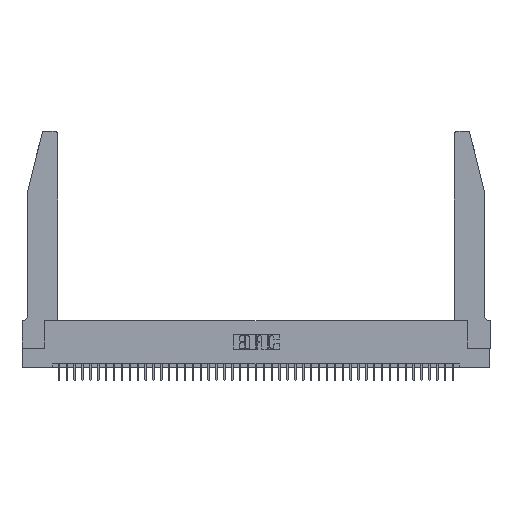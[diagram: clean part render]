
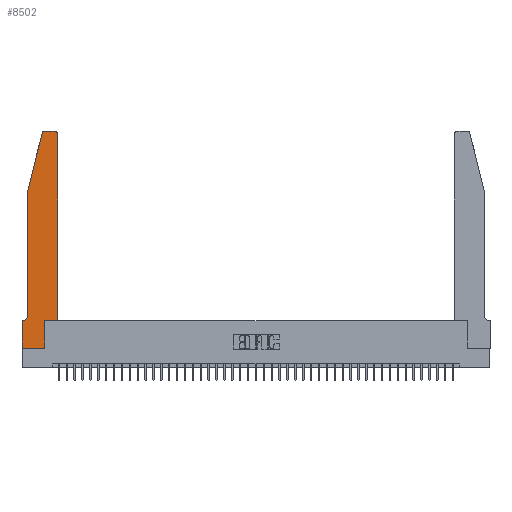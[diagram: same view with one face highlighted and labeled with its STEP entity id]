
A CAD part, top view. The second image highlights one B-rep face of the part: STEP entity #8502.
In plain terms, the highlighted planar face has unit normal (0, 0, 1).
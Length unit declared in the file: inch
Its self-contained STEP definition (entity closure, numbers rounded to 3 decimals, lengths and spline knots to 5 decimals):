
#134 = ORIENTED_EDGE ( 'NONE', *, *, #29037, .T. ) ;
#313 = CARTESIAN_POINT ( 'NONE',  ( 0.2605, 2.75, 0.37 ) ) ;
#884 = VERTEX_POINT ( 'NONE', #38630 ) ;
#1414 = ORIENTED_EDGE ( 'NONE', *, *, #19005, .T. ) ;
#1509 = CARTESIAN_POINT ( 'NONE',  ( 0.0755, 2., 0.37 ) ) ;
#2845 = VERTEX_POINT ( 'NONE', #15969 ) ;
#3932 = DIRECTION ( 'NONE',  ( 1., 0., 0. ) ) ;
#3939 = DIRECTION ( 'NONE',  ( -1., 0., 0. ) ) ;
#4263 = ORIENTED_EDGE ( 'NONE', *, *, #14984, .T. ) ;
#4781 = LINE ( 'NONE', #31286, #29634 ) ;
#5493 = AXIS2_PLACEMENT_3D ( 'NONE', #27452, #7238, #30834 ) ;
#6085 = VERTEX_POINT ( 'NONE', #32140 ) ;
#6215 = FACE_OUTER_BOUND ( 'NONE', #43319, .T. ) ;
#7238 = DIRECTION ( 'NONE',  ( 0., 0., -1. ) ) ;
#8263 = DIRECTION ( 'NONE',  ( 0., 1., 0. ) ) ;
#8328 = ORIENTED_EDGE ( 'NONE', *, *, #23553, .T. ) ;
#8502 = ADVANCED_FACE ( 'NONE', ( #6215 ), #10640, .T. ) ;
#8757 = VERTEX_POINT ( 'NONE', #25550 ) ;
#8995 = VERTEX_POINT ( 'NONE', #26561 ) ;
#10640 = PLANE ( 'NONE',  #31561 ) ;
#11300 = DIRECTION ( 'NONE',  ( 0., 0., 1. ) ) ;
#11555 = DIRECTION ( 'NONE',  ( 0., 0., 1. ) ) ;
#11639 = DIRECTION ( 'NONE',  ( 1., 0., 0. ) ) ;
#11796 = ORIENTED_EDGE ( 'NONE', *, *, #20553, .T. ) ;
#12239 = VERTEX_POINT ( 'NONE', #27575 ) ;
#14367 = CARTESIAN_POINT ( 'NONE',  ( 0.4205, 2.75, 0.37 ) ) ;
#14381 = VERTEX_POINT ( 'NONE', #25423 ) ;
#14984 = EDGE_CURVE ( 'NONE', #8995, #6085, #33864, .T. ) ;
#15041 = CARTESIAN_POINT ( 'NONE',  ( 0.2865, 0., 0.37 ) ) ;
#15317 = LINE ( 'NONE', #20579, #31056 ) ;
#15517 = EDGE_CURVE ( 'NONE', #884, #36318, #29681, .T. ) ;
#15969 = CARTESIAN_POINT ( 'NONE',  ( 0.0055, 0.35, 0.37 ) ) ;
#19005 = EDGE_CURVE ( 'NONE', #39130, #2845, #29898, .T. ) ;
#19416 = CARTESIAN_POINT ( 'NONE',  ( 0., 0., 0.37 ) ) ;
#19460 = VECTOR ( 'NONE', #42766, 39.37008 ) ;
#20553 = EDGE_CURVE ( 'NONE', #6085, #32770, #26145, .T. ) ;
#20579 = CARTESIAN_POINT ( 'NONE',  ( 0., 0., 0.37 ) ) ;
#21589 = LINE ( 'NONE', #32869, #39374 ) ;
#21677 = CARTESIAN_POINT ( 'NONE',  ( 0.4505, 0.35, 0.37 ) ) ;
#21712 = CARTESIAN_POINT ( 'NONE',  ( 0.4505, 0.35, 0.37 ) ) ;
#23017 = LINE ( 'NONE', #1509, #40737 ) ;
#23150 = ORIENTED_EDGE ( 'NONE', *, *, #31045, .T. ) ;
#23553 = EDGE_CURVE ( 'NONE', #12239, #24609, #35142, .T. ) ;
#23640 = ORIENTED_EDGE ( 'NONE', *, *, #32651, .T. ) ;
#24253 = DIRECTION ( 'NONE',  ( 0., 0., 1. ) ) ;
#24545 = DIRECTION ( 'NONE',  ( 0., 1., 0. ) ) ;
#24609 = VERTEX_POINT ( 'NONE', #15041 ) ;
#25238 = ORIENTED_EDGE ( 'NONE', *, *, #30982, .T. ) ;
#25404 = AXIS2_PLACEMENT_3D ( 'NONE', #31714, #11555, #35041 ) ;
#25423 = CARTESIAN_POINT ( 'NONE',  ( 0., 0.35, 0.37 ) ) ;
#25550 = CARTESIAN_POINT ( 'NONE',  ( 0.2865, 0.35, 0.37 ) ) ;
#25770 = ORIENTED_EDGE ( 'NONE', *, *, #28479, .T. ) ;
#26145 = CIRCLE ( 'NONE', #25404, 0.03 ) ;
#26561 = CARTESIAN_POINT ( 'NONE',  ( 0.4505, 0.35, 0.37 ) ) ;
#27452 = CARTESIAN_POINT ( 'NONE',  ( 0.0055, 0.42, 0.37 ) ) ;
#27575 = CARTESIAN_POINT ( 'NONE',  ( 0., 0., 0.37 ) ) ;
#28479 = EDGE_CURVE ( 'NONE', #8757, #8995, #35587, .T. ) ;
#29037 = EDGE_CURVE ( 'NONE', #31786, #39130, #39214, .T. ) ;
#29214 = EDGE_CURVE ( 'NONE', #36318, #31786, #23017, .T. ) ;
#29634 = VECTOR ( 'NONE', #24545, 39.37008 ) ;
#29681 = CIRCLE ( 'NONE', #32812, 0.03 ) ;
#29898 = CIRCLE ( 'NONE', #5493, 0.07 ) ;
#30345 = VECTOR ( 'NONE', #34474, 39.37008 ) ;
#30834 = DIRECTION ( 'NONE',  ( -1., 0., 0. ) ) ;
#30982 = EDGE_CURVE ( 'NONE', #32770, #884, #40578, .T. ) ;
#31045 = EDGE_CURVE ( 'NONE', #24609, #8757, #4781, .T. ) ;
#31056 = VECTOR ( 'NONE', #40583, 39.37008 ) ;
#31146 = CARTESIAN_POINT ( 'NONE',  ( 0.0755, 2., 0.37 ) ) ;
#31286 = CARTESIAN_POINT ( 'NONE',  ( 0.2865, 0.35, 0.37 ) ) ;
#31476 = CARTESIAN_POINT ( 'NONE',  ( 0.284, 2.72, 0.37 ) ) ;
#31561 = AXIS2_PLACEMENT_3D ( 'NONE', #37522, #24253, #3932 ) ;
#31714 = CARTESIAN_POINT ( 'NONE',  ( 0.4205, 2.72, 0.37 ) ) ;
#31739 = VECTOR ( 'NONE', #3939, 39.37008 ) ;
#31786 = VERTEX_POINT ( 'NONE', #39073 ) ;
#31820 = VECTOR ( 'NONE', #8263, 39.37008 ) ;
#32140 = CARTESIAN_POINT ( 'NONE',  ( 0.4505, 2.72, 0.37 ) ) ;
#32651 = EDGE_CURVE ( 'NONE', #14381, #12239, #15317, .T. ) ;
#32770 = VERTEX_POINT ( 'NONE', #14367 ) ;
#32812 = AXIS2_PLACEMENT_3D ( 'NONE', #31476, #11300, #34812 ) ;
#32869 = CARTESIAN_POINT ( 'NONE',  ( 0.0755, 0.35, 0.37 ) ) ;
#33515 = VECTOR ( 'NONE', #11639, 39.37008 ) ;
#33864 = LINE ( 'NONE', #21712, #31820 ) ;
#34474 = DIRECTION ( 'NONE',  ( 0., -1., 0. ) ) ;
#34710 = ORIENTED_EDGE ( 'NONE', *, *, #29214, .T. ) ;
#34812 = DIRECTION ( 'NONE',  ( 1., 0., 0. ) ) ;
#34955 = CARTESIAN_POINT ( 'NONE',  ( 0.25487, 2.72718, 0.37 ) ) ;
#35041 = DIRECTION ( 'NONE',  ( 1., 0., 0. ) ) ;
#35142 = LINE ( 'NONE', #19416, #19460 ) ;
#35587 = LINE ( 'NONE', #21677, #33515 ) ;
#36209 = DIRECTION ( 'NONE',  ( -1., 0., 0. ) ) ;
#36318 = VERTEX_POINT ( 'NONE', #34955 ) ;
#37362 = CARTESIAN_POINT ( 'NONE',  ( 0.0755, 0.42, 0.37 ) ) ;
#37522 = CARTESIAN_POINT ( 'NONE',  ( 0., 0.35, 0.37 ) ) ;
#38630 = CARTESIAN_POINT ( 'NONE',  ( 0.284, 2.75, 0.37 ) ) ;
#38706 = DIRECTION ( 'NONE',  ( -0.239, -0.971, 0. ) ) ;
#39044 = EDGE_CURVE ( 'NONE', #2845, #14381, #21589, .T. ) ;
#39073 = CARTESIAN_POINT ( 'NONE',  ( 0.0755, 2., 0.37 ) ) ;
#39130 = VERTEX_POINT ( 'NONE', #37362 ) ;
#39214 = LINE ( 'NONE', #31146, #30345 ) ;
#39374 = VECTOR ( 'NONE', #36209, 39.37008 ) ;
#40578 = LINE ( 'NONE', #313, #31739 ) ;
#40583 = DIRECTION ( 'NONE',  ( 0., -1., 0. ) ) ;
#40737 = VECTOR ( 'NONE', #38706, 39.37008 ) ;
#40913 = ORIENTED_EDGE ( 'NONE', *, *, #15517, .T. ) ;
#42766 = DIRECTION ( 'NONE',  ( 1., 0., 0. ) ) ;
#43319 = EDGE_LOOP ( 'NONE', ( #25238, #40913, #34710, #134, #1414, #43451, #23640, #8328, #23150, #25770, #4263, #11796 ) ) ;
#43451 = ORIENTED_EDGE ( 'NONE', *, *, #39044, .T. ) ;
